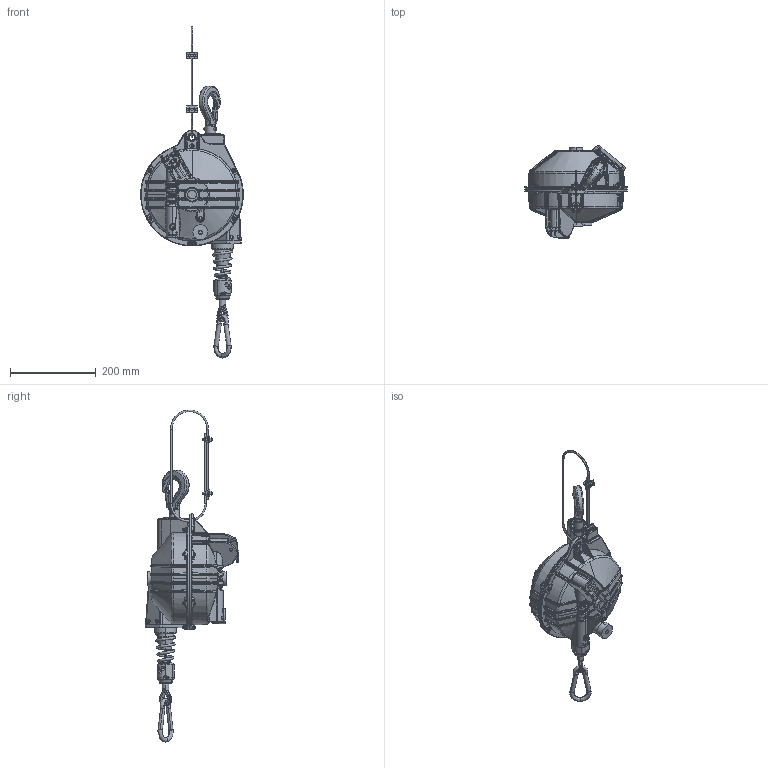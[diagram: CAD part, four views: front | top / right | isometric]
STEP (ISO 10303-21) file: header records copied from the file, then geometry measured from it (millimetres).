
FILE_DESCRIPTION (( 'STEP AP214' ), '1' );
FILE_NAME ('0014100.step', '2022-10-04T07:20:26', ( '' ), ( '' ), 'SwSTEP 2.0', 'SolidWorks 2020', '' );
FILE_SCHEMA (( 'AUTOMOTIVE_DESIGN' ));
Length unit declared in the file: millimetre
Products named in the file (1): 0014100
Bounding box: 239.97 x 217.55 x 776.49 mm (x, y, z)
Surface area: 375610.7 mm2 (no closed solid volume)
Topology: 0 solids, 90 shells, 2471 faces, 8462 edges, 5565 vertices
Faces by surface type: bspline 932, cylinder 802, plane 602, cone 135
Entity records: 226067 total; most frequent: CARTESIAN_POINT 141134, ORIENTED_EDGE 13943, EDGE_CURVE 8217, DIRECTION 7698, VERTEX_POINT 5554, B_SPLINE_CURVE_WITH_KNOTS 4511, AXIS2_PLACEMENT_3D 2799, EDGE_LOOP 2586
